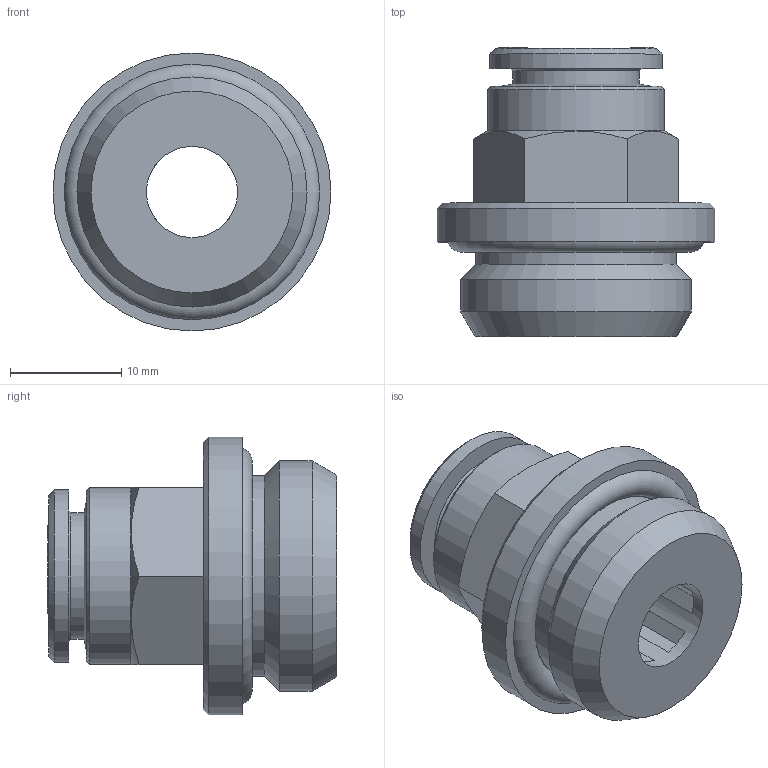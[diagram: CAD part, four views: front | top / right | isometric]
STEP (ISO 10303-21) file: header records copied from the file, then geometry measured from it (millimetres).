
FILE_DESCRIPTION(/* description */ ('STEP AP214'),/* implementation_level */ '2;1');
FILE_NAME(/* name */ 'AP020054',/* time_stamp */ '2023-03-25T11:22:46+01:00',/* author */ ('License CC BY-ND 4.0'),/* organization */ ('CADENAS'),/* preprocessor_version */ 'ST-DEVELOPER v19.3',/* originating_system */ 'PARTsolutions',/* authorisation */ ' ');
FILE_SCHEMA (('AUTOMOTIVE_DESIGN {1 0 10303 214 3 1 1}'));
Length unit declared in the file: millimetre
Products named in the file (2): AP020054; AP020054_PART1
Assembly tree (1 placements, depth 2):
  AP020054
    AP020054_PART1
Bounding box: 25 x 26 x 25 mm (x, y, z)
Volume: 5176.6 mm3; surface area: 3355.4 mm2
Topology: 1 solids, 1 shells, 161 faces, 410 edges, 270 vertices
Faces by surface type: plane 99, bspline 43, cone 10, cylinder 8, torus 1
Full cylindrical faces by diameter (mm): 8.2 x1, 10.15 x1, 11.4 x1, 15.5 x1, 15.9 x1, 18 x1, 20.7 x1, 25 x1
Entity records: 8440 total; most frequent: CARTESIAN_POINT 3769, ORIENTED_EDGE 774, DIRECTION 559, EDGE_CURVE 387, VERTEX_POINT 266, LINE 247, VECTOR 247, EDGE_LOOP 201
